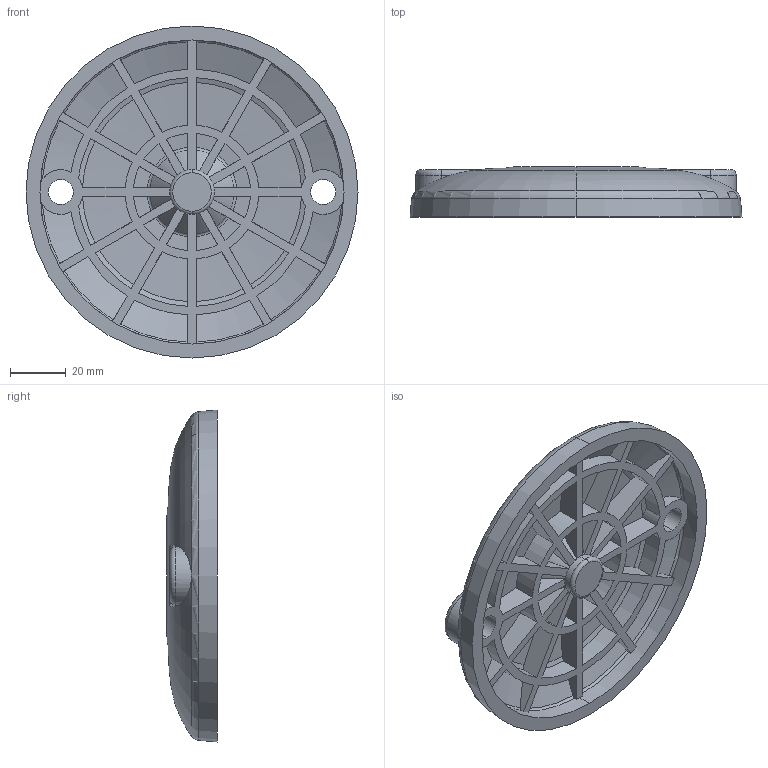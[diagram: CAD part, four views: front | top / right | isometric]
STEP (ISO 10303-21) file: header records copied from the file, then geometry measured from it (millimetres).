
FILE_DESCRIPTION (( 'STEP AP214' ), '1' );
FILE_NAME ('098d120kb.STEP', '2014-08-11T09:38:17', ( '' ), ( '' ), 'SwSTEP 2.0', 'SolidWorks 2014', '' );
FILE_SCHEMA (( 'AUTOMOTIVE_DESIGN' ));
Length unit declared in the file: millimetre
Products named in the file (1): 098d120kb
Bounding box: 119 x 18 x 119 mm (x, y, z)
Volume: 81494.9 mm3; surface area: 39984.9 mm2
Topology: 1 solids, 1 shells, 268 faces, 716 edges, 463 vertices
Faces by surface type: cylinder 86, plane 78, cone 64, torus 38, sphere 2
Entity records: 9058 total; most frequent: CARTESIAN_POINT 2462, ORIENTED_EDGE 1428, DIRECTION 1338, EDGE_CURVE 714, AXIS2_PLACEMENT_3D 547, VERTEX_POINT 463, EDGE_LOOP 287, CIRCLE 278
